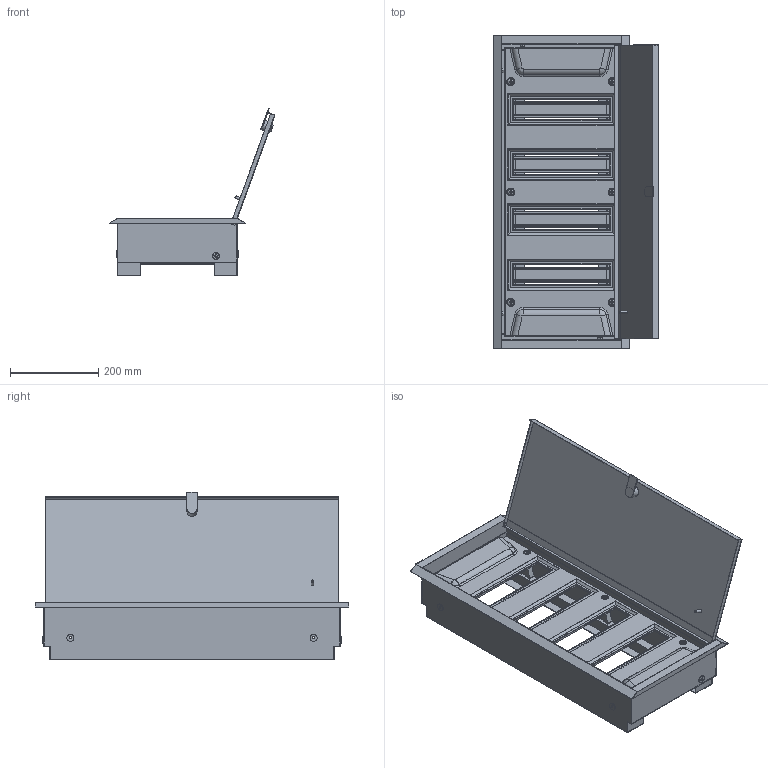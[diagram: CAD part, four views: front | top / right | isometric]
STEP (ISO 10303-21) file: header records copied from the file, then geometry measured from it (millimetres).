
FILE_DESCRIPTION (( 'STEP AP214' ), '1' );
FILE_NAME ('ShRV_48_PRO.STEP', '2016-09-23T09:28:14', ( 'user' ), ( '' ), 'SwSTEP 2.0', 'SolidWorks 2014', '' );
FILE_SCHEMA (( 'AUTOMOTIVE_DESIGN' ));
Length unit declared in the file: millimetre
Products named in the file (11): Panel_48; Support; Dver_PRO_48; Stoika Shin_‘â®©ª  ¤«ï è¨­; Stoika pan; Klipsa; Panel_ShRN-48; SC GOST 17473_gost_‚¨­â A.M5x10 ƒŽ‘’ 17473-80; Obolochka_PRO_PRO-48; ShRV_48_PRO; DIN-Reika_18 ｢箘ｬ箘｢
Assembly tree (32 placements, depth 3):
  ShRV_48_PRO
    Obolochka_PRO_PRO-48
    Dver_PRO_48
    DIN-Reika_18 ｢箘ｬ箘｢  x4
    Panel_48
      Panel_ShRN-48
      Klipsa  x6
      Stoika pan  x6
    SC GOST 17473_gost_‚¨­â A.M5x10 ƒŽ‘’ 17473-80  x8
    Stoika Shin_‘â®©ª  ¤«ï è¨­  x2
    Support  x2
Bounding box: 376.2 x 710 x 379.62 mm (x, y, z)
Volume: 1072490.7 mm3; surface area: 1808029.2 mm2
Topology: 37 solids, 37 shells, 2040 faces, 5144 edges, 3194 vertices
Faces by surface type: plane 1110, cylinder 474, bspline 212, torus 116, sphere 76, cone 52
Entity records: 30159 total; most frequent: CARTESIAN_POINT 6381, ORIENTED_EDGE 4830, DIRECTION 4720, EDGE_CURVE 2415, LINE 1668, VECTOR 1668, VERTEX_POINT 1561, AXIS2_PLACEMENT_3D 1526
